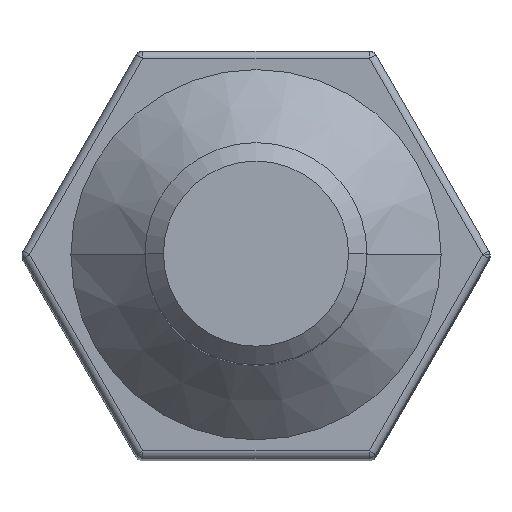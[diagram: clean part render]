
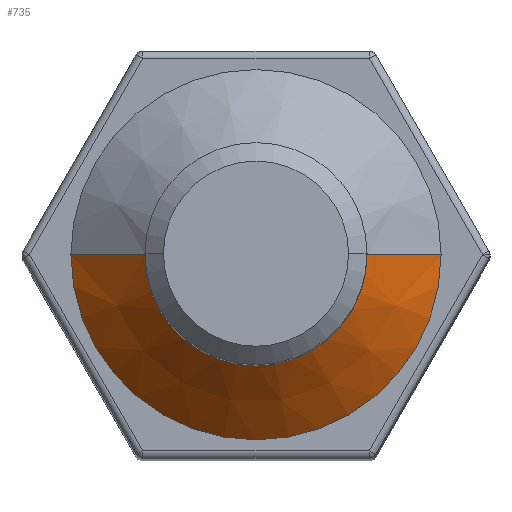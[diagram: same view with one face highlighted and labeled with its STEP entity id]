
A CAD part, top view. The second image highlights one B-rep face of the part: STEP entity #735.
In plain terms, the highlighted conical face has half-angle 45 degrees and reference radius 1.5 mm.
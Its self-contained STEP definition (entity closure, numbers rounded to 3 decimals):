
#34 = CARTESIAN_POINT ( 'NONE',  ( 1.5, 0., 1. ) ) ;
#58 = CIRCLE ( 'NONE', #1220, 1.5 ) ;
#97 = DIRECTION ( 'NONE',  ( 0., 0., -1. ) ) ;
#214 = CARTESIAN_POINT ( 'NONE',  ( 0., 0., 1. ) ) ;
#334 = DIRECTION ( 'NONE',  ( 0., 0., -1. ) ) ;
#422 = VECTOR ( 'NONE', #447, 1000. ) ;
#432 = LINE ( 'NONE', #1366, #422 ) ;
#447 = DIRECTION ( 'NONE',  ( -0.707, 0., -0.707 ) ) ;
#474 = VECTOR ( 'NONE', #1206, 1000. ) ;
#491 = LINE ( 'NONE', #34, #474 ) ;
#504 = CARTESIAN_POINT ( 'NONE',  ( 0., 0., 0. ) ) ;
#619 = DIRECTION ( 'NONE',  ( -1., 0., 0. ) ) ;
#638 = EDGE_LOOP ( 'NONE', ( #1046, #1057, #1120, #1124 ) ) ;
#735 = ADVANCED_FACE ( 'NONE', ( #1278 ), #1214, .T. ) ;
#868 = CARTESIAN_POINT ( 'NONE',  ( 0., 0., 1. ) ) ;
#903 = AXIS2_PLACEMENT_3D ( 'NONE', #504, #1253, #619 ) ;
#952 = CARTESIAN_POINT ( 'NONE',  ( 1.5, 0., 1. ) ) ;
#966 = DIRECTION ( 'NONE',  ( -1., 0., 0. ) ) ;
#995 = CARTESIAN_POINT ( 'NONE',  ( 2.5, 0., 0. ) ) ;
#1019 = VERTEX_POINT ( 'NONE', #995 ) ;
#1046 = ORIENTED_EDGE ( 'NONE', *, *, #1097, .F. ) ;
#1057 = ORIENTED_EDGE ( 'NONE', *, *, #1389, .T. ) ;
#1064 = CARTESIAN_POINT ( 'NONE',  ( -1.5, 0., 1. ) ) ;
#1097 = EDGE_CURVE ( 'NONE', #1294, #1019, #491, .T. ) ;
#1120 = ORIENTED_EDGE ( 'NONE', *, *, #1121, .T. ) ;
#1121 = EDGE_CURVE ( 'NONE', #1423, #1175, #432, .T. ) ;
#1124 = ORIENTED_EDGE ( 'NONE', *, *, #1420, .F. ) ;
#1175 = VERTEX_POINT ( 'NONE', #1302 ) ;
#1206 = DIRECTION ( 'NONE',  ( 0.707, 0., -0.707 ) ) ;
#1214 = CONICAL_SURFACE ( 'NONE', #1412, 1.5, 0.785 ) ;
#1220 = AXIS2_PLACEMENT_3D ( 'NONE', #868, #97, #966 ) ;
#1253 = DIRECTION ( 'NONE',  ( 0., 0., -1. ) ) ;
#1278 = FACE_OUTER_BOUND ( 'NONE', #638, .T. ) ;
#1294 = VERTEX_POINT ( 'NONE', #952 ) ;
#1302 = CARTESIAN_POINT ( 'NONE',  ( -2.5, 0., 0. ) ) ;
#1309 = DIRECTION ( 'NONE',  ( -1., 0., 0. ) ) ;
#1343 = CIRCLE ( 'NONE', #903, 2.5 ) ;
#1366 = CARTESIAN_POINT ( 'NONE',  ( -1.5, 0., 1. ) ) ;
#1389 = EDGE_CURVE ( 'NONE', #1294, #1423, #58, .T. ) ;
#1412 = AXIS2_PLACEMENT_3D ( 'NONE', #214, #334, #1309 ) ;
#1420 = EDGE_CURVE ( 'NONE', #1019, #1175, #1343, .T. ) ;
#1423 = VERTEX_POINT ( 'NONE', #1064 ) ;
